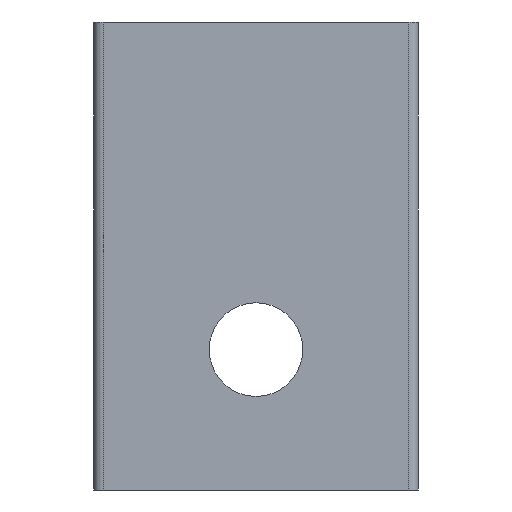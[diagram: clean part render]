
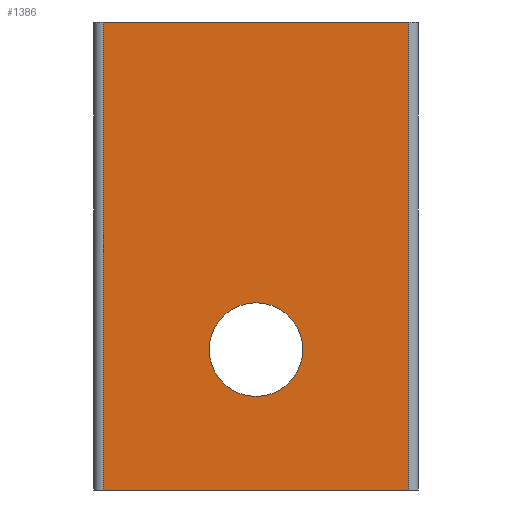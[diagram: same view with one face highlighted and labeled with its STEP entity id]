
A CAD part, front view. The second image highlights one B-rep face of the part: STEP entity #1386.
In plain terms, the highlighted planar face has unit normal (0, -1, 0).
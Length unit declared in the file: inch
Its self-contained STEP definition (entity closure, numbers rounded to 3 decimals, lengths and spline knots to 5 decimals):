
#61 = CIRCLE ( 'NONE', #858, 0.075 ) ;
#85 = DIRECTION ( 'NONE',  ( 0., 1., 0. ) ) ;
#91 = VERTEX_POINT ( 'NONE', #249 ) ;
#103 = ORIENTED_EDGE ( 'NONE', *, *, #724, .F. ) ;
#127 = VECTOR ( 'NONE', #1578, 39.37008 ) ;
#223 = FACE_BOUND ( 'NONE', #615, .T. ) ;
#236 = ORIENTED_EDGE ( 'NONE', *, *, #586, .T. ) ;
#249 = CARTESIAN_POINT ( 'NONE',  ( 0.335, 0., 0.225 ) ) ;
#260 = DIRECTION ( 'NONE',  ( 0., 1., 0. ) ) ;
#283 = EDGE_CURVE ( 'NONE', #393, #359, #360, .T. ) ;
#359 = VERTEX_POINT ( 'NONE', #810 ) ;
#360 = LINE ( 'NONE', #1205, #1400 ) ;
#392 = EDGE_CURVE ( 'NONE', #569, #393, #1034, .T. ) ;
#393 = VERTEX_POINT ( 'NONE', #913 ) ;
#416 = VECTOR ( 'NONE', #1550, 39.37008 ) ;
#455 = CARTESIAN_POINT ( 'NONE',  ( 0.015, 0., 0.75 ) ) ;
#463 = LINE ( 'NONE', #1080, #127 ) ;
#496 = LINE ( 'NONE', #1350, #1119 ) ;
#503 = CARTESIAN_POINT ( 'NONE',  ( 0.015, 0., 0.75 ) ) ;
#569 = VERTEX_POINT ( 'NONE', #503 ) ;
#575 = DIRECTION ( 'NONE',  ( 0., 1., 0. ) ) ;
#586 = EDGE_CURVE ( 'NONE', #91, #1264, #61, .T. ) ;
#592 = ORIENTED_EDGE ( 'NONE', *, *, #1233, .F. ) ;
#596 = AXIS2_PLACEMENT_3D ( 'NONE', #455, #85, #944 ) ;
#615 = EDGE_LOOP ( 'NONE', ( #1393, #236 ) ) ;
#639 = VERTEX_POINT ( 'NONE', #697 ) ;
#690 = ORIENTED_EDGE ( 'NONE', *, *, #392, .T. ) ;
#697 = CARTESIAN_POINT ( 'NONE',  ( 0.505, 0., 0.75 ) ) ;
#703 = CIRCLE ( 'NONE', #1131, 0.075 ) ;
#724 = EDGE_CURVE ( 'NONE', #569, #639, #496, .T. ) ;
#727 = DIRECTION ( 'NONE',  ( 0., 0., 1. ) ) ;
#791 = CARTESIAN_POINT ( 'NONE',  ( 0.015, 0., 0.75 ) ) ;
#810 = CARTESIAN_POINT ( 'NONE',  ( 0.505, 0., 0. ) ) ;
#822 = EDGE_CURVE ( 'NONE', #1264, #91, #703, .T. ) ;
#823 = PLANE ( 'NONE',  #596 ) ;
#842 = EDGE_LOOP ( 'NONE', ( #988, #592, #103, #690 ) ) ;
#858 = AXIS2_PLACEMENT_3D ( 'NONE', #1277, #575, #727 ) ;
#876 = FACE_OUTER_BOUND ( 'NONE', #842, .T. ) ;
#913 = CARTESIAN_POINT ( 'NONE',  ( 0.015, 0., 0. ) ) ;
#944 = DIRECTION ( 'NONE',  ( 0., 0., 1. ) ) ;
#988 = ORIENTED_EDGE ( 'NONE', *, *, #283, .T. ) ;
#1002 = CARTESIAN_POINT ( 'NONE',  ( 0.26, 0., 0.225 ) ) ;
#1034 = LINE ( 'NONE', #791, #416 ) ;
#1080 = CARTESIAN_POINT ( 'NONE',  ( 0.505, 0., 0.75 ) ) ;
#1086 = DIRECTION ( 'NONE',  ( 1., 0., 0. ) ) ;
#1092 = DIRECTION ( 'NONE',  ( 1., 0., 0. ) ) ;
#1119 = VECTOR ( 'NONE', #1092, 39.37008 ) ;
#1131 = AXIS2_PLACEMENT_3D ( 'NONE', #1002, #260, #1138 ) ;
#1138 = DIRECTION ( 'NONE',  ( 0., 0., 1. ) ) ;
#1205 = CARTESIAN_POINT ( 'NONE',  ( 0.015, 0., 0. ) ) ;
#1233 = EDGE_CURVE ( 'NONE', #639, #359, #463, .T. ) ;
#1264 = VERTEX_POINT ( 'NONE', #1462 ) ;
#1277 = CARTESIAN_POINT ( 'NONE',  ( 0.26, 0., 0.225 ) ) ;
#1350 = CARTESIAN_POINT ( 'NONE',  ( 0.015, 0., 0.75 ) ) ;
#1386 = ADVANCED_FACE ( 'NONE', ( #223, #876 ), #823, .F. ) ;
#1393 = ORIENTED_EDGE ( 'NONE', *, *, #822, .T. ) ;
#1400 = VECTOR ( 'NONE', #1086, 39.37008 ) ;
#1462 = CARTESIAN_POINT ( 'NONE',  ( 0.185, 0., 0.225 ) ) ;
#1550 = DIRECTION ( 'NONE',  ( 0., 0., -1. ) ) ;
#1578 = DIRECTION ( 'NONE',  ( 0., 0., -1. ) ) ;
